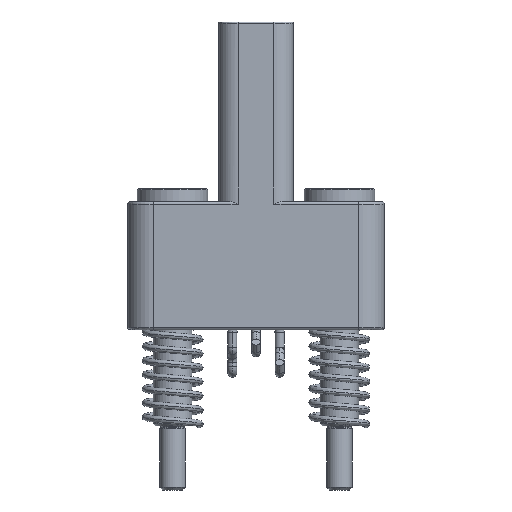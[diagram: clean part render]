
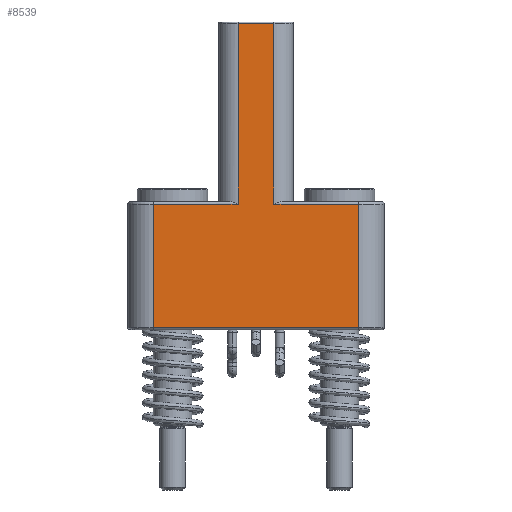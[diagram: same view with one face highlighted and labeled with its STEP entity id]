
A CAD part, left-side view. The second image highlights one B-rep face of the part: STEP entity #8539.
In plain terms, the highlighted planar face has unit normal (-1, 0, 0).
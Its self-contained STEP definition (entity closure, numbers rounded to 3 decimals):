
#82 = DIRECTION ( 'NONE',  ( 0., -1., 0. ) ) ;
#113 = CARTESIAN_POINT ( 'NONE',  ( -3.85, -10., 9.8 ) ) ;
#852 = EDGE_CURVE ( 'NONE', #25729, #8976, #19344, .T. ) ;
#2084 = DIRECTION ( 'NONE',  ( 0., 0., -1. ) ) ;
#2833 = CARTESIAN_POINT ( 'NONE',  ( -3.85, 1.4, 9.8 ) ) ;
#2878 = ORIENTED_EDGE ( 'NONE', *, *, #14447, .F. ) ;
#2969 = VERTEX_POINT ( 'NONE', #19658 ) ;
#3942 = CARTESIAN_POINT ( 'NONE',  ( -3.85, -8., 0.2 ) ) ;
#4118 = EDGE_CURVE ( 'NONE', #8976, #20272, #21934, .T. ) ;
#4188 = CARTESIAN_POINT ( 'NONE',  ( -3.85, -10., 23.9 ) ) ;
#4954 = PLANE ( 'NONE',  #19933 ) ;
#5143 = CARTESIAN_POINT ( 'NONE',  ( -3.85, -1.4, 9.8 ) ) ;
#5385 = VECTOR ( 'NONE', #6783, 1000. ) ;
#5793 = VECTOR ( 'NONE', #2084, 1000. ) ;
#6556 = LINE ( 'NONE', #24002, #12622 ) ;
#6783 = DIRECTION ( 'NONE',  ( 0., -1., 0. ) ) ;
#8297 = ORIENTED_EDGE ( 'NONE', *, *, #17889, .F. ) ;
#8356 = EDGE_CURVE ( 'NONE', #20108, #16675, #13094, .T. ) ;
#8539 = ADVANCED_FACE ( 'NONE', ( #15792 ), #4954, .F. ) ;
#8916 = CARTESIAN_POINT ( 'NONE',  ( -3.85, -8., 24. ) ) ;
#8976 = VERTEX_POINT ( 'NONE', #5143 ) ;
#9149 = VERTEX_POINT ( 'NONE', #2833 ) ;
#9153 = ORIENTED_EDGE ( 'NONE', *, *, #24086, .F. ) ;
#9788 = DIRECTION ( 'NONE',  ( 0., 0., 1. ) ) ;
#10135 = VECTOR ( 'NONE', #19502, 1000. ) ;
#10926 = LINE ( 'NONE', #113, #5385 ) ;
#11172 = ORIENTED_EDGE ( 'NONE', *, *, #4118, .F. ) ;
#11247 = CARTESIAN_POINT ( 'NONE',  ( -3.85, -10., 0.2 ) ) ;
#11481 = VECTOR ( 'NONE', #22115, 1000. ) ;
#11931 = VECTOR ( 'NONE', #19637, 1000. ) ;
#12622 = VECTOR ( 'NONE', #21130, 1000. ) ;
#12987 = EDGE_CURVE ( 'NONE', #9149, #2969, #22355, .T. ) ;
#13094 = LINE ( 'NONE', #11247, #11481 ) ;
#13194 = CARTESIAN_POINT ( 'NONE',  ( -3.85, -8., 9.8 ) ) ;
#13645 = DIRECTION ( 'NONE',  ( 0., 1., 0. ) ) ;
#14212 = CARTESIAN_POINT ( 'NONE',  ( -3.85, -10., 24. ) ) ;
#14447 = EDGE_CURVE ( 'NONE', #20689, #9149, #10926, .T. ) ;
#15662 = ORIENTED_EDGE ( 'NONE', *, *, #12987, .F. ) ;
#15751 = VECTOR ( 'NONE', #82, 1000. ) ;
#15792 = FACE_OUTER_BOUND ( 'NONE', #18424, .T. ) ;
#16273 = VECTOR ( 'NONE', #9788, 1000. ) ;
#16406 = CARTESIAN_POINT ( 'NONE',  ( -3.85, 8., 0.2 ) ) ;
#16675 = VERTEX_POINT ( 'NONE', #16406 ) ;
#17581 = ORIENTED_EDGE ( 'NONE', *, *, #8356, .F. ) ;
#17722 = ORIENTED_EDGE ( 'NONE', *, *, #852, .F. ) ;
#17889 = EDGE_CURVE ( 'NONE', #16675, #20689, #6556, .T. ) ;
#17928 = CARTESIAN_POINT ( 'NONE',  ( -3.85, -1.4, 23.9 ) ) ;
#18141 = LINE ( 'NONE', #4188, #15751 ) ;
#18424 = EDGE_LOOP ( 'NONE', ( #9153, #11172, #17722, #20010, #15662, #2878, #8297, #17581 ) ) ;
#19344 = LINE ( 'NONE', #25635, #5793 ) ;
#19449 = EDGE_CURVE ( 'NONE', #2969, #25729, #18141, .T. ) ;
#19502 = DIRECTION ( 'NONE',  ( 0., -1., 0. ) ) ;
#19637 = DIRECTION ( 'NONE',  ( 0., 0., -1. ) ) ;
#19658 = CARTESIAN_POINT ( 'NONE',  ( -3.85, 1.4, 23.9 ) ) ;
#19933 = AXIS2_PLACEMENT_3D ( 'NONE', #14212, #20661, #13645 ) ;
#20010 = ORIENTED_EDGE ( 'NONE', *, *, #19449, .F. ) ;
#20108 = VERTEX_POINT ( 'NONE', #3942 ) ;
#20272 = VERTEX_POINT ( 'NONE', #13194 ) ;
#20661 = DIRECTION ( 'NONE',  ( 1., 0., 0. ) ) ;
#20689 = VERTEX_POINT ( 'NONE', #21911 ) ;
#21130 = DIRECTION ( 'NONE',  ( 0., 0., 1. ) ) ;
#21911 = CARTESIAN_POINT ( 'NONE',  ( -3.85, 8., 9.8 ) ) ;
#21934 = LINE ( 'NONE', #23646, #10135 ) ;
#22115 = DIRECTION ( 'NONE',  ( 0., 1., 0. ) ) ;
#22355 = LINE ( 'NONE', #26657, #16273 ) ;
#23646 = CARTESIAN_POINT ( 'NONE',  ( -3.85, -10., 9.8 ) ) ;
#24002 = CARTESIAN_POINT ( 'NONE',  ( -3.85, 8., 24. ) ) ;
#24086 = EDGE_CURVE ( 'NONE', #20272, #20108, #26864, .T. ) ;
#25635 = CARTESIAN_POINT ( 'NONE',  ( -3.85, -1.4, 24. ) ) ;
#25729 = VERTEX_POINT ( 'NONE', #17928 ) ;
#26657 = CARTESIAN_POINT ( 'NONE',  ( -3.85, 1.4, 24. ) ) ;
#26864 = LINE ( 'NONE', #8916, #11931 ) ;
